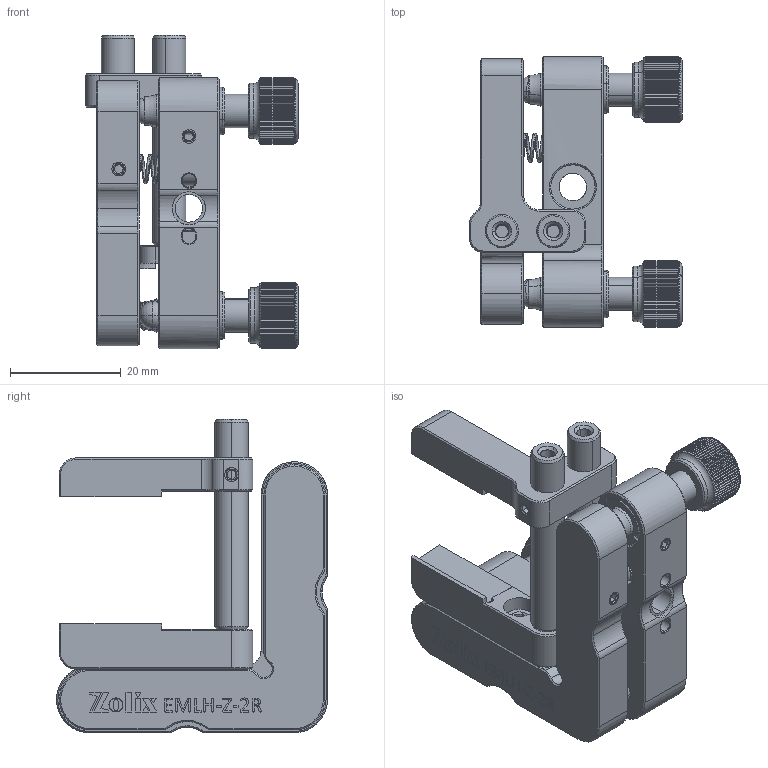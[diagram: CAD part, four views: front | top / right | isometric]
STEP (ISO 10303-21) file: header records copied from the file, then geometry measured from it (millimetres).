
FILE_DESCRIPTION (( 'STEP AP203' ), '1' );
FILE_NAME ('EMLH-Z-2R.STEP', '2025-06-23T03:21:27', ( '' ), ( '' ), 'SwSTEP 2.0', 'SolidWorks 2020', '' );
FILE_SCHEMA (( 'CONFIG_CONTROL_DESIGN' ));
Length unit declared in the file: millimetre
Products named in the file (1): EMLH-Z-2R
Bounding box: 38.52 x 49 x 56.7 mm (x, y, z)
Surface area: 16044.1 mm2 (no closed solid volume)
Topology: 0 solids, 25 shells, 995 faces, 3085 edges, 2126 vertices
Faces by surface type: plane 501, cylinder 286, cone 168, torus 16, sphere 12, bspline 12
Entity records: 45472 total; most frequent: CARTESIAN_POINT 23772, ORIENTED_EDGE 5791, EDGE_CURVE 3057, B_SPLINE_CURVE_WITH_KNOTS 2817, DIRECTION 2214, VERTEX_POINT 2126, EDGE_LOOP 1080, AXIS2_PLACEMENT_3D 996
